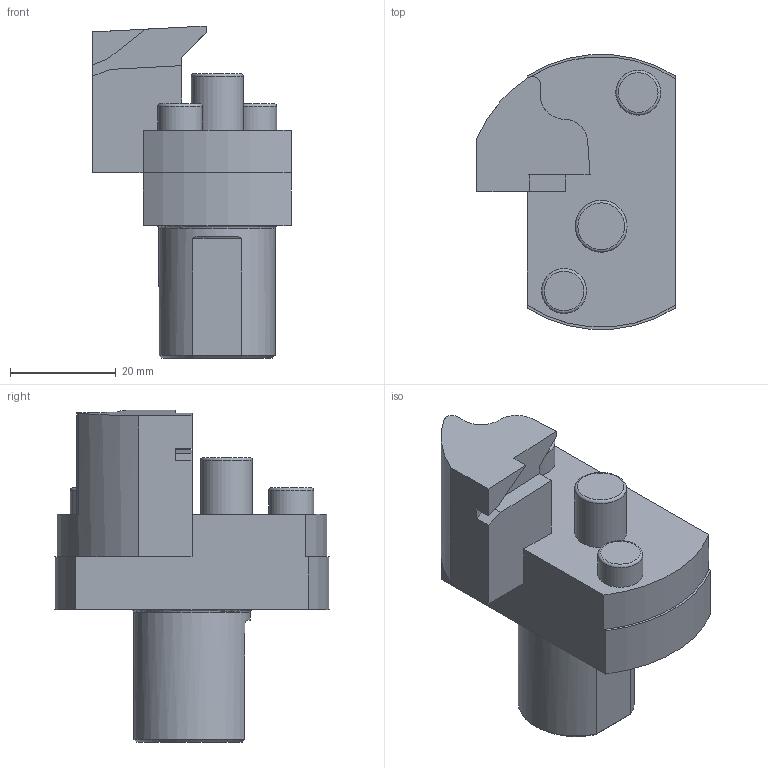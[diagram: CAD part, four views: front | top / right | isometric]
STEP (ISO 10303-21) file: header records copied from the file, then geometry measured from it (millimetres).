
FILE_DESCRIPTION(/* description */ (''),/* implementation_level */ '2;1');
FILE_NAME(/* name */ '4 - Valtec B02-22025F - diametal 102-02VC1203-R.stp',/* time_stamp */ '2015-05-29T13:57:35+02:00',/* author */ ('AIm'),/* organization */ (''),/* preprocessor_version */ 'ST-DEVELOPER v16.1',/* originating_system */ 'Autodesk Inventor 2016',/* authorisation */ '');
FILE_SCHEMA (('AUTOMOTIVE_DESIGN { 1 0 10303 214 3 1 1 }'));
Length unit declared in the file: millimetre
Products named in the file (1): 4 - Valtec B02-22025F - diametal 102-02VC1203-R
Bounding box: 37.5 x 51.83 x 62.7 mm (x, y, z)
Volume: 41942.3 mm3; surface area: 9506.6 mm2
Topology: 1 solids, 1 shells, 44 faces, 107 edges, 69 vertices
Faces by surface type: plane 27, cylinder 12, torus 4, cone 1
Full cylindrical faces by diameter (mm): 8.5 x2, 9.8 x1, 22 x1
Entity records: 1281 total; most frequent: CARTESIAN_POINT 239, DIRECTION 215, ORIENTED_EDGE 196, EDGE_CURVE 98, AXIS2_PLACEMENT_3D 76, VERTEX_POINT 68, LINE 63, VECTOR 63
